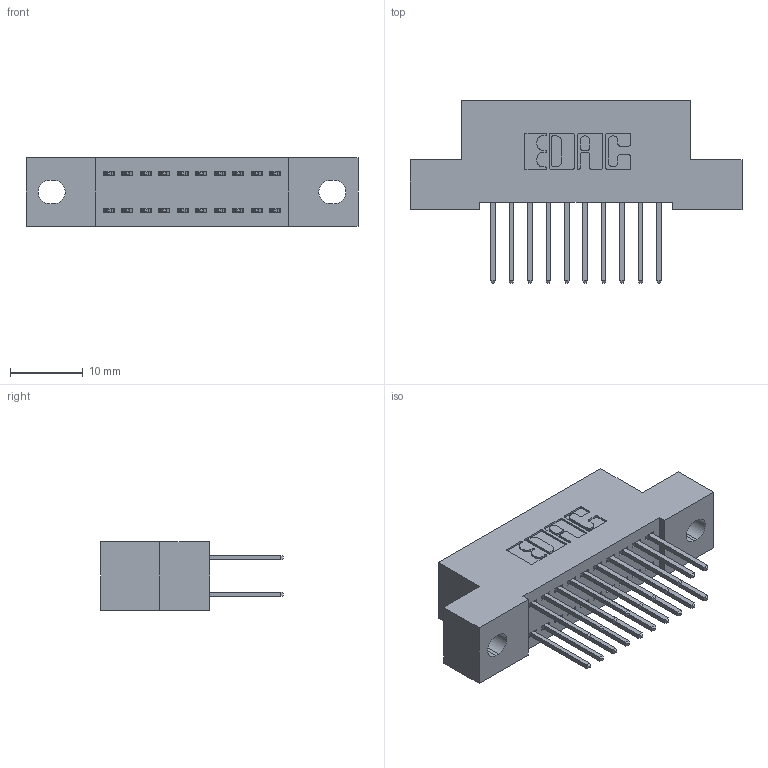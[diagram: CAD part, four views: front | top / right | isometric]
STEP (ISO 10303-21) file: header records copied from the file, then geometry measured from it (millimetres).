
FILE_DESCRIPTION (( 'STEP AP203' ), '1' );
FILE_NAME ('392-020-523-202.STEP', '2019-10-07T05:00:50', ( '' ), ( '' ), 'SwSTEP 2.0', 'SolidWorks 2016', '' );
FILE_SCHEMA (( 'CONFIG_CONTROL_DESIGN' ));
Length unit declared in the file: inch
Products named in the file (3): 342 Part_.128 Slot; 345-292-001_345-293-123; 392-020-523-202
Assembly tree (21 placements, depth 2):
  392-020-523-202
    342 Part_.128 Slot
    345-292-001_345-293-123  x20
Bounding box: 45.72 x 25.15 x 9.4 mm (x, y, z)
Volume: 3945.3 mm3; surface area: 5567.4 mm2
Topology: 21 solids, 21 shells, 1154 faces, 3411 edges, 2246 vertices
Faces by surface type: plane 790, cylinder 364
Entity records: 10593 total; most frequent: CARTESIAN_POINT 1794, ORIENTED_EDGE 1730, DIRECTION 1589, EDGE_CURVE 865, VECTOR 737, LINE 737, VERTEX_POINT 574, AXIS2_PLACEMENT_3D 426
